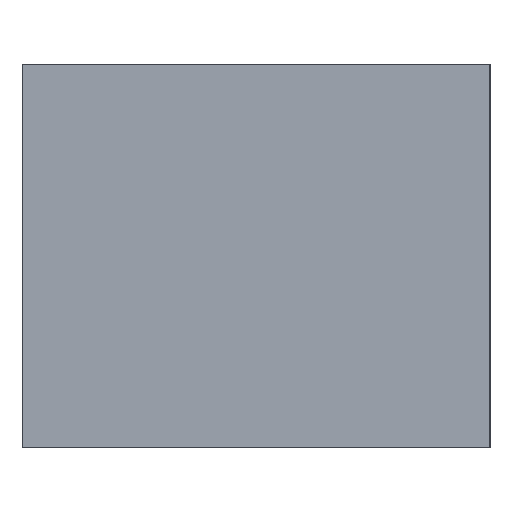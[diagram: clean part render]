
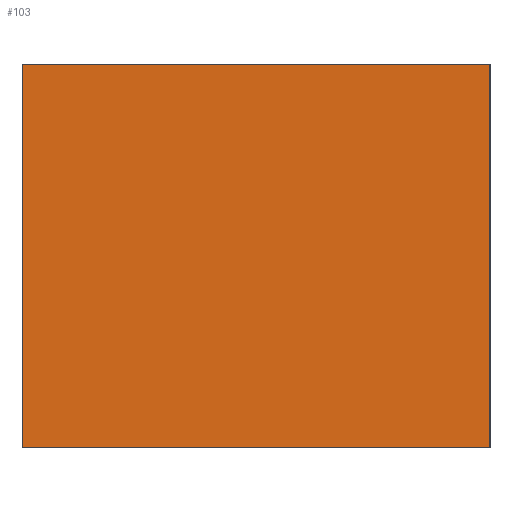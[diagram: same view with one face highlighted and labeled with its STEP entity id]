
A CAD part, left-side view. The second image highlights one B-rep face of the part: STEP entity #103.
In plain terms, the highlighted planar face has unit normal (-1, 0, 0).
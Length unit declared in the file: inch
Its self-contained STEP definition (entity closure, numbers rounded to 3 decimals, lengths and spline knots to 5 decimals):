
#17=FACE_OUTER_BOUND('',#23,.T.);
#23=EDGE_LOOP('',(#79,#80,#81,#82));
#33=LINE('',#156,#45);
#34=LINE('',#159,#46);
#35=LINE('',#161,#47);
#36=LINE('',#162,#48);
#45=VECTOR('',#127,0.03937);
#46=VECTOR('',#130,0.048);
#47=VECTOR('',#131,0.048);
#48=VECTOR('',#132,0.03937);
#55=VERTEX_POINT('',#152);
#56=VERTEX_POINT('',#154);
#57=VERTEX_POINT('',#158);
#58=VERTEX_POINT('',#160);
#65=EDGE_CURVE('',#55,#56,#33,.T.);
#66=EDGE_CURVE('',#55,#57,#34,.T.);
#67=EDGE_CURVE('',#58,#56,#35,.T.);
#68=EDGE_CURVE('',#57,#58,#36,.T.);
#79=ORIENTED_EDGE('',*,*,#66,.F.);
#80=ORIENTED_EDGE('',*,*,#65,.T.);
#81=ORIENTED_EDGE('',*,*,#67,.F.);
#82=ORIENTED_EDGE('',*,*,#68,.F.);
#97=PLANE('',#111);
#103=ADVANCED_FACE('',(#17),#97,.T.);
#111=AXIS2_PLACEMENT_3D('',#157,#128,#129);
#127=DIRECTION('',(0.,0.,1.));
#128=DIRECTION('center_axis',(-1.,0.,0.));
#129=DIRECTION('ref_axis',(0.,-1.,0.));
#130=DIRECTION('',(0.,1.,0.));
#131=DIRECTION('',(0.,-1.,0.));
#132=DIRECTION('',(0.,0.,1.));
#152=CARTESIAN_POINT('',(-0.036,-0.024,0.));
#154=CARTESIAN_POINT('',(-0.036,-0.024,0.03937));
#156=CARTESIAN_POINT('',(-0.036,-0.024,0.));
#157=CARTESIAN_POINT('Origin',(-0.036,0.024,0.));
#158=CARTESIAN_POINT('',(-0.036,0.024,0.));
#159=CARTESIAN_POINT('',(-0.036,-0.024,0.));
#160=CARTESIAN_POINT('',(-0.036,0.024,0.03937));
#161=CARTESIAN_POINT('',(-0.036,-0.024,0.03937));
#162=CARTESIAN_POINT('',(-0.036,0.024,0.));
